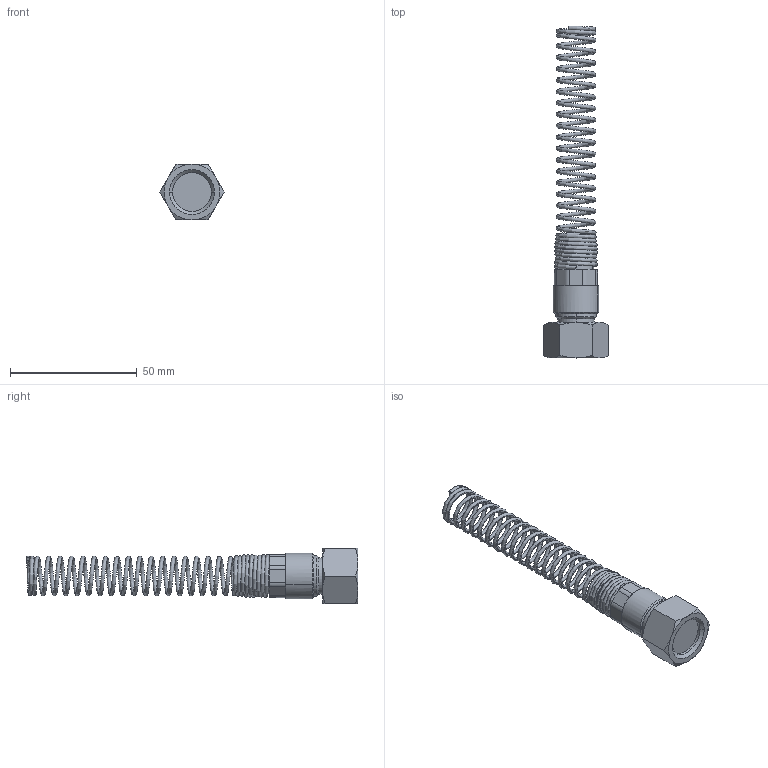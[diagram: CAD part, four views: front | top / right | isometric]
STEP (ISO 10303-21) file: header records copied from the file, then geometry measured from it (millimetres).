
FILE_DESCRIPTION (( 'STEP AP214' ), '1' );
FILE_NAME ('0103500011.step', '2012-09-28T13:21:57', ( '' ), ( '' ), 'SwSTEP 2.0', 'SolidWorks 2012', '' );
FILE_SCHEMA (( 'AUTOMOTIVE_DESIGN' ));
Length unit declared in the file: millimetre
Products named in the file (1): 0103500011
Bounding box: 25.4 x 131.15 x 22 mm (x, y, z)
Volume: 14508.5 mm3; surface area: 12329.3 mm2
Topology: 3 solids, 3 shells, 105 faces, 237 edges, 145 vertices
Faces by surface type: cone 36, cylinder 35, plane 28, bspline 4, torus 2
Entity records: 35750 total; most frequent: CARTESIAN_POINT 32320, ORIENTED_EDGE 474, DIRECTION 442, EDGE_CURVE 237, AXIS2_PLACEMENT_3D 185, VERTEX_POINT 145, EDGE_LOOP 114, UNCERTAINTY_MEASURE_WITH_UNIT 110
